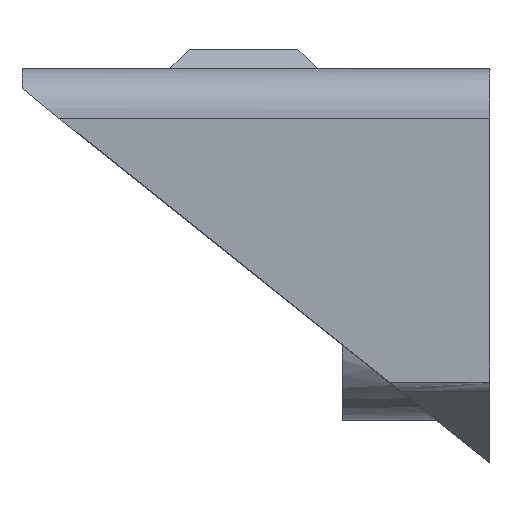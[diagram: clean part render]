
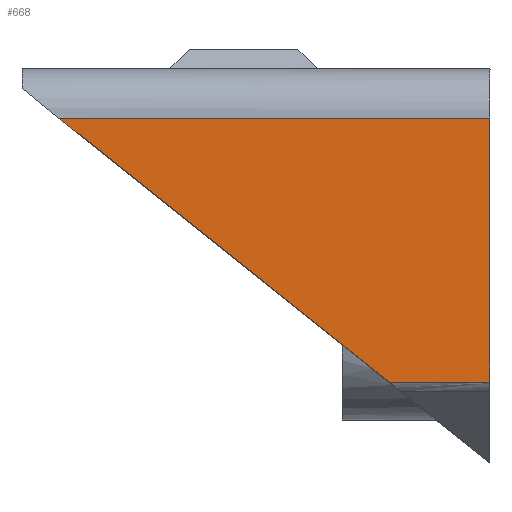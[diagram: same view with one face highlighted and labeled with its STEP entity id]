
A CAD part, left-side view. The second image highlights one B-rep face of the part: STEP entity #668.
In plain terms, the highlighted planar face has unit normal (-1, 0, 0).
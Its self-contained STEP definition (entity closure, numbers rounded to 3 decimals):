
#26=B_SPLINE_CURVE_WITH_KNOTS('',3,(#1526,#1527,#1528,#1529),
 .UNSPECIFIED.,.F.,.F.,(4,4),(1.54,1.95),
 .UNSPECIFIED.);
#113=FACE_OUTER_BOUND('',#163,.T.);
#163=EDGE_LOOP('',(#602,#603,#604,#605));
#197=LINE('',#1258,#253);
#206=LINE('',#1340,#262);
#212=LINE('',#1372,#268);
#253=VECTOR('',#838,10.);
#262=VECTOR('',#853,10.);
#268=VECTOR('',#865,10.);
#314=VERTEX_POINT('',#1255);
#315=VERTEX_POINT('',#1257);
#324=VERTEX_POINT('',#1338);
#329=VERTEX_POINT('',#1363);
#389=EDGE_CURVE('',#314,#315,#197,.T.);
#402=EDGE_CURVE('',#324,#314,#206,.T.);
#411=EDGE_CURVE('',#324,#329,#212,.T.);
#421=EDGE_CURVE('',#329,#315,#26,.T.);
#602=ORIENTED_EDGE('',*,*,#402,.F.);
#603=ORIENTED_EDGE('',*,*,#411,.T.);
#604=ORIENTED_EDGE('',*,*,#421,.T.);
#605=ORIENTED_EDGE('',*,*,#389,.F.);
#629=PLANE('',#738);
#668=ADVANCED_FACE('',(#113),#629,.T.);
#738=AXIS2_PLACEMENT_3D('',#1539,#907,#908);
#838=DIRECTION('',(0.,0.,-1.));
#853=DIRECTION('',(0.,-1.,0.));
#865=DIRECTION('',(0.,-0.781,-0.625));
#907=DIRECTION('center_axis',(-1.,0.,0.));
#908=DIRECTION('ref_axis',(0.,-1.,0.));
#1255=CARTESIAN_POINT('',(-279.5,12.4,-522.));
#1257=CARTESIAN_POINT('',(-279.5,12.4,-532.718));
#1258=CARTESIAN_POINT('',(-279.5,12.4,-520.4));
#1338=CARTESIAN_POINT('',(-279.5,29.9,-522.));
#1340=CARTESIAN_POINT('',(-279.5,26.65,-522.));
#1363=CARTESIAN_POINT('',(-279.5,16.503,-532.718));
#1372=CARTESIAN_POINT('',(-279.5,32.4,-520.));
#1526=CARTESIAN_POINT('Ctrl Pts',(-279.5,16.503,-532.718));
#1527=CARTESIAN_POINT('Ctrl Pts',(-279.5,15.135,-532.718));
#1528=CARTESIAN_POINT('Ctrl Pts',(-279.5,13.768,-532.718));
#1529=CARTESIAN_POINT('Ctrl Pts',(-279.5,12.4,-532.718));
#1539=CARTESIAN_POINT('Origin',(-279.5,21.9,-528.));
